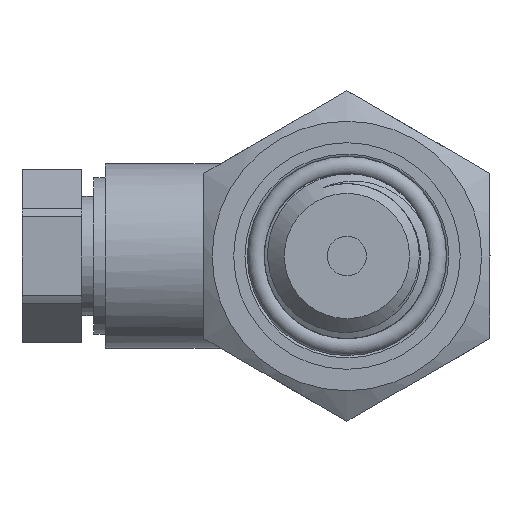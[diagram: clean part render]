
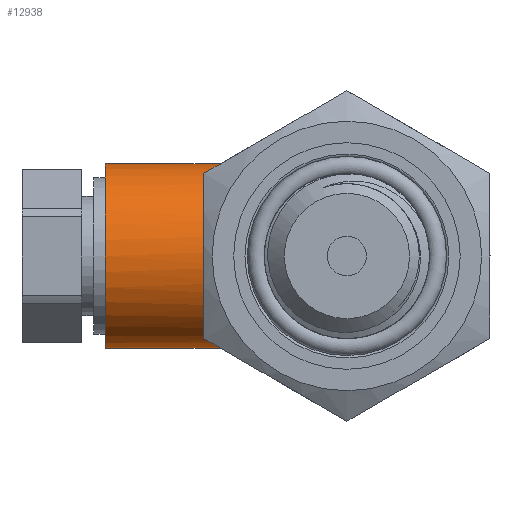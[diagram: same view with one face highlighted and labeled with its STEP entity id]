
A CAD part, left-side view. The second image highlights one B-rep face of the part: STEP entity #12938.
In plain terms, the highlighted cylindrical face has radius 7.75 mm (diameter 15.5 mm), a full revolution.
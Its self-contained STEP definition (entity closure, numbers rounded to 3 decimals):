
#105=ELLIPSE('',#13572,7.752,7.75);
#1356=FACE_OUTER_BOUND('',#2103,.T.);
#2103=EDGE_LOOP('',(#11804,#11805,#11806,#11807,#11808,#11809,#11810,#11811,
#11812,#11813,#11814,#11815,#11816));
#2360=CIRCLE('',#13570,7.75);
#2361=CIRCLE('',#13571,7.75);
#2362=CIRCLE('',#13573,7.75);
#2363=CIRCLE('',#13574,7.75);
#2364=CIRCLE('',#13575,7.75);
#3114=B_SPLINE_CURVE_WITH_KNOTS('',3,(#57361,#57362,#57363,#57364,#57365,
#57366),.UNSPECIFIED.,.F.,.F.,(4,2,4),(0.,0.197,0.394),
 .UNSPECIFIED.);
#3120=B_SPLINE_CURVE_WITH_KNOTS('',3,(#60398,#60399,#60400,#60401,#60402,
#60403),.UNSPECIFIED.,.F.,.F.,(4,2,4),(-0.394,-0.197,
0.),.UNSPECIFIED.);
#3121=B_SPLINE_CURVE_WITH_KNOTS('',3,(#60405,#60406,#60407,#60408,#60409,
#60410),.UNSPECIFIED.,.F.,.F.,(4,2,4),(-1.208,-1.012,
-0.815),.UNSPECIFIED.);
#3122=B_SPLINE_CURVE_WITH_KNOTS('',3,(#60414,#60415,#60416,#60417,#60418,
#60419,#60420,#60421,#60422,#60423),.UNSPECIFIED.,.F.,.F.,(4,2,2,2,4),(-1.982,
-1.821,-1.654,-1.486,-1.325),
 .UNSPECIFIED.);
#3123=B_SPLINE_CURVE_WITH_KNOTS('',3,(#60426,#60427,#60428,#60429,#60430,
#60431),.UNSPECIFIED.,.F.,.F.,(4,2,4),(-0.394,-0.197,
0.),.UNSPECIFIED.);
#3979=LINE('',#60390,#4926);
#4926=VECTOR('',#15592,7.75);
#6240=VERTEX_POINT('',#57358);
#6241=VERTEX_POINT('',#57360);
#6244=VERTEX_POINT('',#60388);
#6245=VERTEX_POINT('',#60391);
#6246=VERTEX_POINT('',#60393);
#6247=VERTEX_POINT('',#60395);
#6248=VERTEX_POINT('',#60397);
#6249=VERTEX_POINT('',#60404);
#6250=VERTEX_POINT('',#60411);
#6251=VERTEX_POINT('',#60413);
#6252=VERTEX_POINT('',#60424);
#8122=EDGE_CURVE('',#6241,#6240,#3114,.T.);
#8131=EDGE_CURVE('',#6244,#6244,#2360,.T.);
#8132=EDGE_CURVE('',#6244,#6241,#3979,.T.);
#8133=EDGE_CURVE('',#6240,#6245,#2361,.F.);
#8134=EDGE_CURVE('',#6245,#6246,#105,.F.);
#8135=EDGE_CURVE('',#6246,#6247,#2362,.F.);
#8136=EDGE_CURVE('',#6247,#6248,#3120,.T.);
#8137=EDGE_CURVE('',#6248,#6249,#3121,.T.);
#8138=EDGE_CURVE('',#6249,#6250,#2363,.F.);
#8139=EDGE_CURVE('',#6250,#6251,#3122,.T.);
#8140=EDGE_CURVE('',#6251,#6252,#2364,.F.);
#8141=EDGE_CURVE('',#6252,#6241,#3123,.T.);
#11804=ORIENTED_EDGE('',*,*,#8131,.T.);
#11805=ORIENTED_EDGE('',*,*,#8132,.T.);
#11806=ORIENTED_EDGE('',*,*,#8122,.T.);
#11807=ORIENTED_EDGE('',*,*,#8133,.T.);
#11808=ORIENTED_EDGE('',*,*,#8134,.T.);
#11809=ORIENTED_EDGE('',*,*,#8135,.T.);
#11810=ORIENTED_EDGE('',*,*,#8136,.T.);
#11811=ORIENTED_EDGE('',*,*,#8137,.T.);
#11812=ORIENTED_EDGE('',*,*,#8138,.T.);
#11813=ORIENTED_EDGE('',*,*,#8139,.T.);
#11814=ORIENTED_EDGE('',*,*,#8140,.T.);
#11815=ORIENTED_EDGE('',*,*,#8141,.T.);
#11816=ORIENTED_EDGE('',*,*,#8132,.F.);
#12282=CYLINDRICAL_SURFACE('',#13569,7.75);
#12938=ADVANCED_FACE('',(#1356),#12282,.T.);
#13569=AXIS2_PLACEMENT_3D('',#60387,#15588,#15589);
#13570=AXIS2_PLACEMENT_3D('',#60389,#15590,#15591);
#13571=AXIS2_PLACEMENT_3D('',#60392,#15593,#15594);
#13572=AXIS2_PLACEMENT_3D('',#60394,#15595,#15596);
#13573=AXIS2_PLACEMENT_3D('',#60396,#15597,#15598);
#13574=AXIS2_PLACEMENT_3D('',#60412,#15599,#15600);
#13575=AXIS2_PLACEMENT_3D('',#60425,#15601,#15602);
#15588=DIRECTION('center_axis',(0.,1.,0.));
#15589=DIRECTION('ref_axis',(0.,0.,-1.));
#15590=DIRECTION('center_axis',(0.,-1.,0.));
#15591=DIRECTION('ref_axis',(0.,0.,-1.));
#15592=DIRECTION('',(0.,-1.,0.));
#15593=DIRECTION('center_axis',(0.,-1.,0.));
#15594=DIRECTION('ref_axis',(0.,0.,-1.));
#15595=DIRECTION('center_axis',(-0.021,-1.,
0.));
#15596=DIRECTION('ref_axis',(1.,-0.021,0.));
#15597=DIRECTION('center_axis',(0.,-1.,0.));
#15598=DIRECTION('ref_axis',(0.,0.,-1.));
#15599=DIRECTION('center_axis',(0.,-1.,0.));
#15600=DIRECTION('ref_axis',(0.,0.,-1.));
#15601=DIRECTION('center_axis',(0.,-1.,0.));
#15602=DIRECTION('ref_axis',(0.,0.,-1.));
#57358=CARTESIAN_POINT('',(3.808,7.75,6.75));
#57360=CARTESIAN_POINT('',(0.,6.75,7.75));
#57361=CARTESIAN_POINT('Ctrl Pts',(0.,6.75,7.75));
#57362=CARTESIAN_POINT('Ctrl Pts',(0.618,6.972,7.75));
#57363=CARTESIAN_POINT('Ctrl Pts',(1.289,7.215,7.672));
#57364=CARTESIAN_POINT('Ctrl Pts',(2.598,7.602,7.333));
#57365=CARTESIAN_POINT('Ctrl Pts',(3.236,7.75,7.072));
#57366=CARTESIAN_POINT('Ctrl Pts',(3.808,7.75,6.75));
#60387=CARTESIAN_POINT('Origin',(0.,3.5,0.));
#60388=CARTESIAN_POINT('',(0.,20.25,7.75));
#60389=CARTESIAN_POINT('Origin',(0.,20.25,0.));
#60390=CARTESIAN_POINT('',(0.,3.5,7.75));
#60391=CARTESIAN_POINT('',(6.5,7.75,4.22));
#60392=CARTESIAN_POINT('Origin',(0.,7.75,0.));
#60393=CARTESIAN_POINT('',(6.5,7.75,-4.22));
#60394=CARTESIAN_POINT('Origin',(0.,7.885,0.));
#60395=CARTESIAN_POINT('',(3.808,7.75,-6.75));
#60396=CARTESIAN_POINT('Origin',(0.,7.75,0.));
#60397=CARTESIAN_POINT('',(0.,6.75,-7.75));
#60398=CARTESIAN_POINT('Ctrl Pts',(3.808,7.75,-6.75));
#60399=CARTESIAN_POINT('Ctrl Pts',(3.236,7.75,-7.072));
#60400=CARTESIAN_POINT('Ctrl Pts',(2.598,7.602,-7.333));
#60401=CARTESIAN_POINT('Ctrl Pts',(1.289,7.215,-7.672));
#60402=CARTESIAN_POINT('Ctrl Pts',(0.618,6.972,-7.75));
#60403=CARTESIAN_POINT('Ctrl Pts',(0.,6.75,-7.75));
#60404=CARTESIAN_POINT('',(-3.808,7.75,-6.75));
#60405=CARTESIAN_POINT('Ctrl Pts',(0.,6.75,-7.75));
#60406=CARTESIAN_POINT('Ctrl Pts',(-0.618,6.972,-7.75));
#60407=CARTESIAN_POINT('Ctrl Pts',(-1.289,7.215,-7.672));
#60408=CARTESIAN_POINT('Ctrl Pts',(-2.598,7.602,-7.333));
#60409=CARTESIAN_POINT('Ctrl Pts',(-3.236,7.75,-7.072));
#60410=CARTESIAN_POINT('Ctrl Pts',(-3.808,7.75,-6.75));
#60411=CARTESIAN_POINT('',(-7.,7.75,-3.326));
#60412=CARTESIAN_POINT('Origin',(0.,7.75,0.));
#60413=CARTESIAN_POINT('',(-7.,7.75,3.326));
#60414=CARTESIAN_POINT('Ctrl Pts',(-7.,7.75,-3.326));
#60415=CARTESIAN_POINT('Ctrl Pts',(-7.232,7.75,-2.839));
#60416=CARTESIAN_POINT('Ctrl Pts',(-7.424,7.668,-2.295));
#60417=CARTESIAN_POINT('Ctrl Pts',(-7.686,7.495,-1.157));
#60418=CARTESIAN_POINT('Ctrl Pts',(-7.75,7.411,-0.559));
#60419=CARTESIAN_POINT('Ctrl Pts',(-7.75,7.411,0.559));
#60420=CARTESIAN_POINT('Ctrl Pts',(-7.686,7.495,1.157));
#60421=CARTESIAN_POINT('Ctrl Pts',(-7.424,7.668,2.295));
#60422=CARTESIAN_POINT('Ctrl Pts',(-7.232,7.75,2.839));
#60423=CARTESIAN_POINT('Ctrl Pts',(-7.,7.75,3.326));
#60424=CARTESIAN_POINT('',(-3.808,7.75,6.75));
#60425=CARTESIAN_POINT('Origin',(0.,7.75,0.));
#60426=CARTESIAN_POINT('Ctrl Pts',(-3.808,7.75,6.75));
#60427=CARTESIAN_POINT('Ctrl Pts',(-3.236,7.75,7.072));
#60428=CARTESIAN_POINT('Ctrl Pts',(-2.598,7.602,7.333));
#60429=CARTESIAN_POINT('Ctrl Pts',(-1.289,7.215,7.672));
#60430=CARTESIAN_POINT('Ctrl Pts',(-0.618,6.972,7.75));
#60431=CARTESIAN_POINT('Ctrl Pts',(0.,6.75,7.75));
